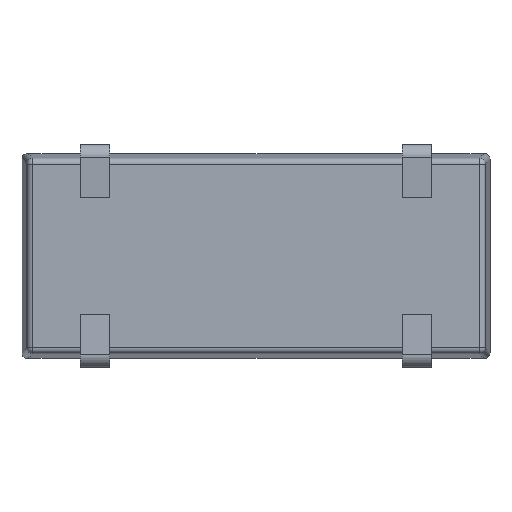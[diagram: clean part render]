
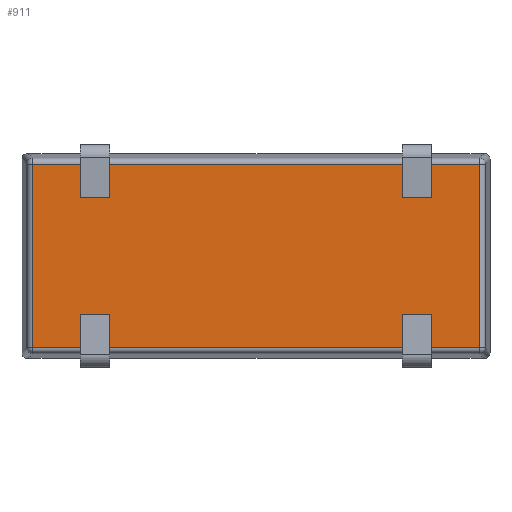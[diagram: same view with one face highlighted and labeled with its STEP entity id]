
A CAD part, front view. The second image highlights one B-rep face of the part: STEP entity #911.
In plain terms, the highlighted planar face has unit normal (0, -1, 0).
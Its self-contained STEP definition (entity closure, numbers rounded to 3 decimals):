
#53 = AXIS2_PLACEMENT_3D ( 'NONE', #1472, #1233, #552 ) ;
#126 = VERTEX_POINT ( 'NONE', #472 ) ;
#131 = LINE ( 'NONE', #1304, #1601 ) ;
#184 = DIRECTION ( 'NONE',  ( -1., 0., 0. ) ) ;
#189 = ORIENTED_EDGE ( 'NONE', *, *, #393, .T. ) ;
#236 = ORIENTED_EDGE ( 'NONE', *, *, #466, .T. ) ;
#265 = VECTOR ( 'NONE', #2514, 1000. ) ;
#384 = DIRECTION ( 'NONE',  ( 0., 0., 1. ) ) ;
#393 = EDGE_CURVE ( 'NONE', #2246, #126, #3023, .T. ) ;
#399 = CARTESIAN_POINT ( 'NONE',  ( -3.821, 0.2, 0. ) ) ;
#412 = CARTESIAN_POINT ( 'NONE',  ( 0., 0.2, -1.571 ) ) ;
#466 = EDGE_CURVE ( 'NONE', #126, #805, #524, .T. ) ;
#472 = CARTESIAN_POINT ( 'NONE',  ( -3.821, 0.2, -1.571 ) ) ;
#508 = CARTESIAN_POINT ( 'NONE',  ( 3.821, 0.2, -1.571 ) ) ;
#524 = LINE ( 'NONE', #412, #265 ) ;
#552 = DIRECTION ( 'NONE',  ( 0., 0., -1. ) ) ;
#805 = VERTEX_POINT ( 'NONE', #508 ) ;
#825 = FACE_OUTER_BOUND ( 'NONE', #1359, .T. ) ;
#911 = ADVANCED_FACE ( 'NONE', ( #825 ), #2426, .T. ) ;
#1031 = ORIENTED_EDGE ( 'NONE', *, *, #2046, .T. ) ;
#1216 = VECTOR ( 'NONE', #1838, 1000. ) ;
#1233 = DIRECTION ( 'NONE',  ( 0., -1., 0. ) ) ;
#1260 = LINE ( 'NONE', #2262, #1408 ) ;
#1304 = CARTESIAN_POINT ( 'NONE',  ( 0., 0.2, 1.571 ) ) ;
#1359 = EDGE_LOOP ( 'NONE', ( #189, #236, #1031, #2548 ) ) ;
#1408 = VECTOR ( 'NONE', #384, 1000. ) ;
#1472 = CARTESIAN_POINT ( 'NONE',  ( 0., 0.2, 0. ) ) ;
#1601 = VECTOR ( 'NONE', #184, 1000. ) ;
#1838 = DIRECTION ( 'NONE',  ( 0., 0., -1. ) ) ;
#2046 = EDGE_CURVE ( 'NONE', #805, #2176, #1260, .T. ) ;
#2135 = CARTESIAN_POINT ( 'NONE',  ( -3.821, 0.2, 1.571 ) ) ;
#2176 = VERTEX_POINT ( 'NONE', #2576 ) ;
#2246 = VERTEX_POINT ( 'NONE', #2135 ) ;
#2262 = CARTESIAN_POINT ( 'NONE',  ( 3.821, 0.2, 0. ) ) ;
#2426 = PLANE ( 'NONE',  #53 ) ;
#2514 = DIRECTION ( 'NONE',  ( 1., 0., 0. ) ) ;
#2548 = ORIENTED_EDGE ( 'NONE', *, *, #2755, .T. ) ;
#2576 = CARTESIAN_POINT ( 'NONE',  ( 3.821, 0.2, 1.571 ) ) ;
#2755 = EDGE_CURVE ( 'NONE', #2176, #2246, #131, .T. ) ;
#3023 = LINE ( 'NONE', #399, #1216 ) ;
